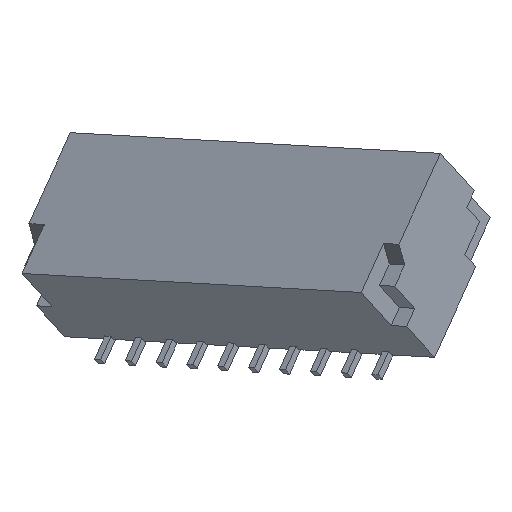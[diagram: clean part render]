
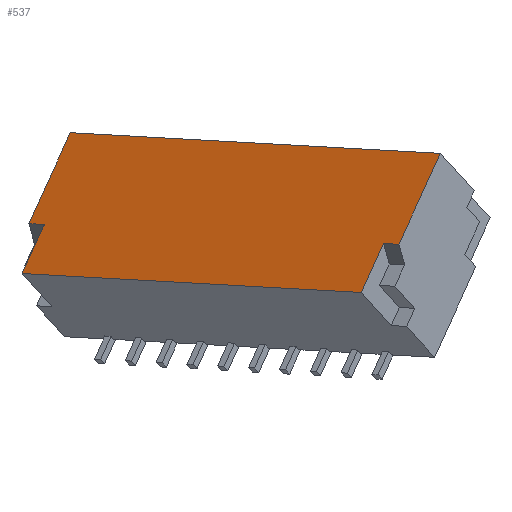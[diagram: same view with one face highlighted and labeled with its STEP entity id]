
A CAD part, left-side view. The second image highlights one B-rep face of the part: STEP entity #537.
In plain terms, the highlighted planar face has unit normal (-0.661, 0.503, 0.556).
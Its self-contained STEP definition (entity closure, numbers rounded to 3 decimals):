
#127 = VERTEX_POINT('',#128);
#128 = CARTESIAN_POINT('',(3.212,4.83,5.303)
  );
#134 = EDGE_CURVE('',#135,#127,#137,.T.);
#135 = VERTEX_POINT('',#136);
#136 = CARTESIAN_POINT('',(-4.322,-4.496,4.783
    ));
#137 = LINE('',#138,#139);
#138 = CARTESIAN_POINT('',(-4.322,-4.496,4.783
    ));
#139 = VECTOR('',#140,1.);
#140 = DIRECTION('',(0.628,0.777,0.043));
#385 = VERTEX_POINT('',#386);
#386 = CARTESIAN_POINT('',(2.079,5.873,3.011)
  );
#392 = EDGE_CURVE('',#127,#385,#393,.T.);
#393 = LINE('',#394,#395);
#394 = CARTESIAN_POINT('',(1.469,6.435,1.775)
  );
#395 = VECTOR('',#396,1.);
#396 = DIRECTION('',(-0.41,0.378,-0.83));
#537 = ADVANCED_FACE('',(#538),#588,.T.);
#538 = FACE_BOUND('',#539,.T.);
#539 = EDGE_LOOP('',(#540,#550,#558,#564,#565,#566,#574,#582));
#540 = ORIENTED_EDGE('',*,*,#541,.T.);
#541 = EDGE_CURVE('',#542,#544,#546,.T.);
#542 = VERTEX_POINT('',#543);
#543 = CARTESIAN_POINT('',(-5.752,-2.501,
    1.277));
#544 = VERTEX_POINT('',#545);
#545 = CARTESIAN_POINT('',(-5.141,-3.064,2.512
    ));
#546 = LINE('',#547,#548);
#547 = CARTESIAN_POINT('',(-5.141,-3.064,2.512
    ));
#548 = VECTOR('',#549,1.);
#549 = DIRECTION('',(0.41,-0.378,0.83));
#550 = ORIENTED_EDGE('',*,*,#551,.T.);
#551 = EDGE_CURVE('',#544,#552,#554,.T.);
#552 = VERTEX_POINT('',#553);
#553 = CARTESIAN_POINT('',(-5.455,-3.452,
    2.491));
#554 = LINE('',#555,#556);
#555 = CARTESIAN_POINT('',(-5.141,-3.064,2.512
    ));
#556 = VECTOR('',#557,1.);
#557 = DIRECTION('',(-0.628,-0.777,-0.043
    ));
#558 = ORIENTED_EDGE('',*,*,#559,.T.);
#559 = EDGE_CURVE('',#552,#135,#560,.T.);
#560 = LINE('',#561,#562);
#561 = CARTESIAN_POINT('',(-6.066,-2.89,
    1.255));
#562 = VECTOR('',#563,1.);
#563 = DIRECTION('',(0.41,-0.378,0.83));
#564 = ORIENTED_EDGE('',*,*,#134,.T.);
#565 = ORIENTED_EDGE('',*,*,#392,.T.);
#566 = ORIENTED_EDGE('',*,*,#567,.F.);
#567 = EDGE_CURVE('',#568,#385,#570,.T.);
#568 = VERTEX_POINT('',#569);
#569 = CARTESIAN_POINT('',(1.765,5.484,2.989)
  );
#570 = LINE('',#571,#572);
#571 = CARTESIAN_POINT('',(1.765,5.484,2.989)
  );
#572 = VECTOR('',#573,1.);
#573 = DIRECTION('',(0.628,0.777,0.043));
#574 = ORIENTED_EDGE('',*,*,#575,.F.);
#575 = EDGE_CURVE('',#576,#568,#578,.T.);
#576 = VERTEX_POINT('',#577);
#577 = CARTESIAN_POINT('',(1.155,6.047,1.754)
  );
#578 = LINE('',#579,#580);
#579 = CARTESIAN_POINT('',(1.38,5.839,2.21)
  );
#580 = VECTOR('',#581,1.);
#581 = DIRECTION('',(0.41,-0.378,0.83));
#582 = ORIENTED_EDGE('',*,*,#583,.T.);
#583 = EDGE_CURVE('',#576,#542,#584,.T.);
#584 = LINE('',#585,#586);
#585 = CARTESIAN_POINT('',(1.469,6.435,1.775)
  );
#586 = VECTOR('',#587,1.);
#587 = DIRECTION('',(-0.628,-0.777,-0.043
    ));
#588 = PLANE('',#589);
#589 = AXIS2_PLACEMENT_3D('',#590,#591,#592);
#590 = CARTESIAN_POINT('',(-4.322,-4.496,4.783
    ));
#591 = DIRECTION('',(-0.661,0.503,0.556));
#592 = DIRECTION('',(-0.628,-0.777,-0.043
    ));
